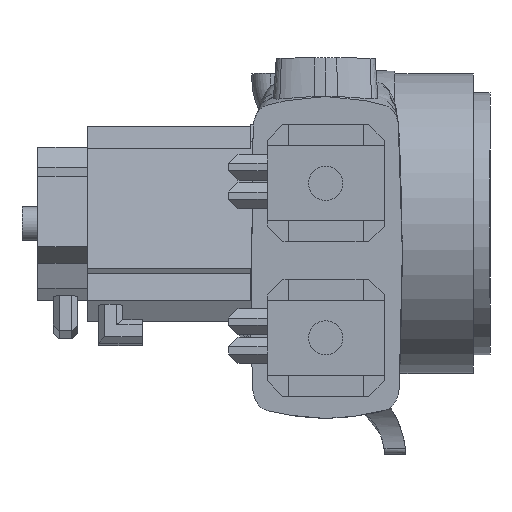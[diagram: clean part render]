
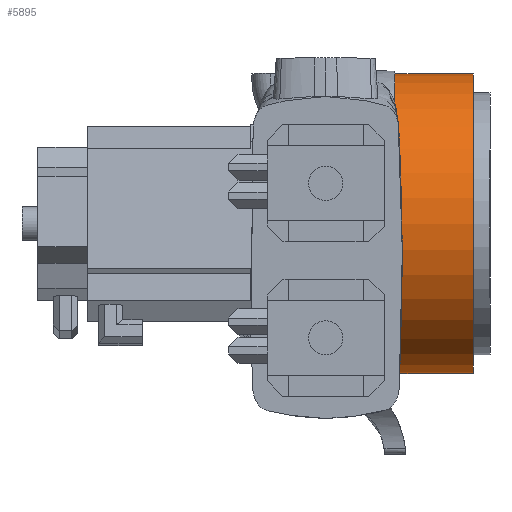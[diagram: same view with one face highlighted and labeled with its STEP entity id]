
A CAD part, left-side view. The second image highlights one B-rep face of the part: STEP entity #5895.
In plain terms, the highlighted cylindrical face has radius 162.5 mm (diameter 325 mm), a full revolution.
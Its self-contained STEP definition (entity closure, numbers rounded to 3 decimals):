
#274=CYLINDRICAL_SURFACE('',#6312,162.5);
#295=CIRCLE('',#6126,162.5);
#357=CIRCLE('',#6310,162.5);
#432=FACE_BOUND('',#1150,.T.);
#755=FACE_OUTER_BOUND('',#1149,.T.);
#1149=EDGE_LOOP('',(#5013));
#1150=EDGE_LOOP('',(#5014));
#2520=VERTEX_POINT('',#8621);
#2726=VERTEX_POINT('',#21155);
#3197=EDGE_CURVE('',#2520,#2520,#295,.T.);
#3491=EDGE_CURVE('',#2726,#2726,#357,.T.);
#5013=ORIENTED_EDGE('',*,*,#3491,.T.);
#5014=ORIENTED_EDGE('',*,*,#3197,.T.);
#5895=ADVANCED_FACE('',(#755,#432),#274,.T.);
#6126=AXIS2_PLACEMENT_3D('',#8622,#7170,#7171);
#6310=AXIS2_PLACEMENT_3D('',#21156,#7618,#7619);
#6312=AXIS2_PLACEMENT_3D('',#21159,#7622,#7623);
#7170=DIRECTION('center_axis',(0.,-1.,0.));
#7171=DIRECTION('ref_axis',(0.,0.,-1.));
#7618=DIRECTION('center_axis',(0.,1.,0.));
#7619=DIRECTION('ref_axis',(0.,0.,1.));
#7622=DIRECTION('center_axis',(0.,-1.,0.));
#7623=DIRECTION('ref_axis',(0.,0.,-1.));
#8621=CARTESIAN_POINT('',(350.,-75.,1662.5));
#8622=CARTESIAN_POINT('Origin',(350.,-75.,1825.));
#21155=CARTESIAN_POINT('',(350.,-160.,1987.5));
#21156=CARTESIAN_POINT('Origin',(350.,-160.,1825.));
#21159=CARTESIAN_POINT('Origin',(350.,-75.,1825.));
